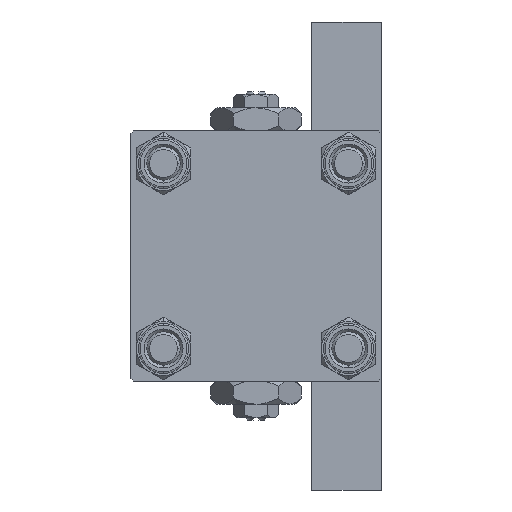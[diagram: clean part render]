
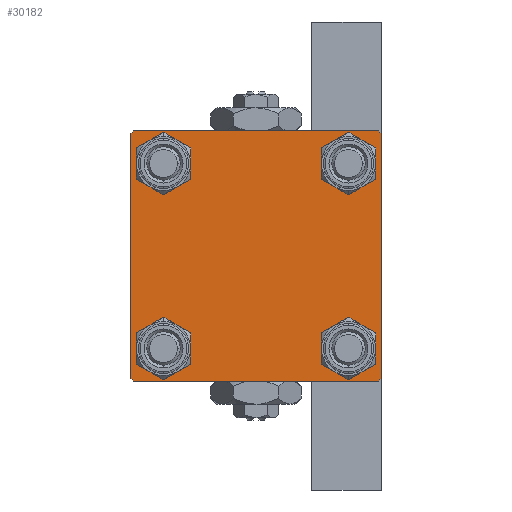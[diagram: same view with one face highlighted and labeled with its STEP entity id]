
A CAD part, left-side view. The second image highlights one B-rep face of the part: STEP entity #30182.
In plain terms, the highlighted planar face has unit normal (-1, 0, 0).
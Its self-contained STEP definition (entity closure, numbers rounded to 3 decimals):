
#636 = VECTOR ( 'NONE', #12614, 1000. ) ;
#1157 = CARTESIAN_POINT ( 'NONE',  ( 0., 16.6, 13.1 ) ) ;
#1308 = AXIS2_PLACEMENT_3D ( 'NONE', #1381, #31880, #20903 ) ;
#1346 = CARTESIAN_POINT ( 'NONE',  ( 0., 22.5, -22.5 ) ) ;
#1381 = CARTESIAN_POINT ( 'NONE',  ( 0., 0., 0. ) ) ;
#1564 = VERTEX_POINT ( 'NONE', #29066 ) ;
#1632 = PLANE ( 'NONE',  #1308 ) ;
#1680 = CARTESIAN_POINT ( 'NONE',  ( 0., -22.5, 22. ) ) ;
#1846 = LINE ( 'NONE', #1346, #636 ) ;
#1881 = FACE_OUTER_BOUND ( 'NONE', #44870, .T. ) ;
#2133 = FACE_BOUND ( 'NONE', #2264, .T. ) ;
#2190 = CARTESIAN_POINT ( 'NONE',  ( 0., -22.25, -22.25 ) ) ;
#2264 = EDGE_LOOP ( 'NONE', ( #19419, #48916 ) ) ;
#2416 = DIRECTION ( 'NONE',  ( 0., 0., 1. ) ) ;
#2459 = VECTOR ( 'NONE', #40750, 1000. ) ;
#2924 = VECTOR ( 'NONE', #46793, 1000. ) ;
#5129 = DIRECTION ( 'NONE',  ( 0., 0.707, -0.707 ) ) ;
#5296 = CARTESIAN_POINT ( 'NONE',  ( 0., -22.25, 22.25 ) ) ;
#6366 = DIRECTION ( 'NONE',  ( 1., 0., 0. ) ) ;
#7171 = CARTESIAN_POINT ( 'NONE',  ( 0., -22.5, -22. ) ) ;
#8427 = VERTEX_POINT ( 'NONE', #10460 ) ;
#8489 = CARTESIAN_POINT ( 'NONE',  ( 0., -16.6, 16.6 ) ) ;
#8518 = VECTOR ( 'NONE', #20957, 1000. ) ;
#8745 = CARTESIAN_POINT ( 'NONE',  ( 0., 16.6, -16.6 ) ) ;
#8870 = EDGE_CURVE ( 'NONE', #43572, #26041, #29154, .T. ) ;
#8894 = CARTESIAN_POINT ( 'NONE',  ( 0., 16.6, 16.6 ) ) ;
#9145 = CARTESIAN_POINT ( 'NONE',  ( 0., 22.25, 22.25 ) ) ;
#9391 = DIRECTION ( 'NONE',  ( 1., 0., 0. ) ) ;
#9805 = CARTESIAN_POINT ( 'NONE',  ( 0., 16.6, -13.1 ) ) ;
#10163 = EDGE_CURVE ( 'NONE', #28978, #26041, #39797, .T. ) ;
#10272 = LINE ( 'NONE', #14260, #2459 ) ;
#10415 = VERTEX_POINT ( 'NONE', #26032 ) ;
#10460 = CARTESIAN_POINT ( 'NONE',  ( 0., -16.6, 20.1 ) ) ;
#11249 = VERTEX_POINT ( 'NONE', #7171 ) ;
#12115 = DIRECTION ( 'NONE',  ( 1., 0., 0. ) ) ;
#12363 = CARTESIAN_POINT ( 'NONE',  ( 0., -16.6, -16.6 ) ) ;
#12614 = DIRECTION ( 'NONE',  ( 0., -1., 0. ) ) ;
#12695 = ORIENTED_EDGE ( 'NONE', *, *, #8870, .F. ) ;
#12814 = ORIENTED_EDGE ( 'NONE', *, *, #43941, .F. ) ;
#13136 = FACE_BOUND ( 'NONE', #29833, .T. ) ;
#13390 = CARTESIAN_POINT ( 'NONE',  ( 0., 22.5, 22.5 ) ) ;
#13392 = EDGE_CURVE ( 'NONE', #10415, #24818, #1846, .T. ) ;
#13538 = CARTESIAN_POINT ( 'NONE',  ( 0., -22., -22.5 ) ) ;
#13691 = LINE ( 'NONE', #2190, #8518 ) ;
#14192 = AXIS2_PLACEMENT_3D ( 'NONE', #8745, #27753, #30057 ) ;
#14260 = CARTESIAN_POINT ( 'NONE',  ( 0., -22.5, 22.5 ) ) ;
#14692 = VERTEX_POINT ( 'NONE', #1157 ) ;
#14806 = VERTEX_POINT ( 'NONE', #27930 ) ;
#14966 = EDGE_CURVE ( 'NONE', #42349, #27346, #40579, .T. ) ;
#14970 = CIRCLE ( 'NONE', #14192, 3.5 ) ;
#15025 = ORIENTED_EDGE ( 'NONE', *, *, #36598, .T. ) ;
#15250 = AXIS2_PLACEMENT_3D ( 'NONE', #16727, #31963, #47214 ) ;
#16382 = CIRCLE ( 'NONE', #36317, 3.5 ) ;
#16395 = DIRECTION ( 'NONE',  ( 0., 0., -1. ) ) ;
#16452 = CARTESIAN_POINT ( 'NONE',  ( 0., 22.25, -22.25 ) ) ;
#16639 = LINE ( 'NONE', #13390, #21736 ) ;
#16645 = AXIS2_PLACEMENT_3D ( 'NONE', #12363, #12115, #16858 ) ;
#16727 = CARTESIAN_POINT ( 'NONE',  ( 0., -16.6, 16.6 ) ) ;
#16858 = DIRECTION ( 'NONE',  ( 0., 0., 1. ) ) ;
#16937 = CARTESIAN_POINT ( 'NONE',  ( 0., 22.5, 22. ) ) ;
#18930 = CARTESIAN_POINT ( 'NONE',  ( 0., 16.6, 16.6 ) ) ;
#19419 = ORIENTED_EDGE ( 'NONE', *, *, #26978, .T. ) ;
#19665 = ORIENTED_EDGE ( 'NONE', *, *, #10163, .T. ) ;
#19817 = CARTESIAN_POINT ( 'NONE',  ( 0., -16.6, -13.1 ) ) ;
#20089 = CIRCLE ( 'NONE', #15250, 3.5 ) ;
#20275 = EDGE_LOOP ( 'NONE', ( #15025, #28703 ) ) ;
#20599 = CIRCLE ( 'NONE', #23762, 3.5 ) ;
#20903 = DIRECTION ( 'NONE',  ( 0., 0., 1. ) ) ;
#20957 = DIRECTION ( 'NONE',  ( 0., -0.707, 0.707 ) ) ;
#21736 = VECTOR ( 'NONE', #16395, 1000. ) ;
#22574 = DIRECTION ( 'NONE',  ( 1., 0., 0. ) ) ;
#23762 = AXIS2_PLACEMENT_3D ( 'NONE', #8489, #22574, #37783 ) ;
#23901 = LINE ( 'NONE', #9145, #40795 ) ;
#24153 = FACE_BOUND ( 'NONE', #20275, .T. ) ;
#24529 = CIRCLE ( 'NONE', #31666, 3.5 ) ;
#24682 = CARTESIAN_POINT ( 'NONE',  ( 0., 22., 22.5 ) ) ;
#24818 = VERTEX_POINT ( 'NONE', #13538 ) ;
#26032 = CARTESIAN_POINT ( 'NONE',  ( 0., 22., -22.5 ) ) ;
#26041 = VERTEX_POINT ( 'NONE', #42645 ) ;
#26410 = VERTEX_POINT ( 'NONE', #9805 ) ;
#26694 = DIRECTION ( 'NONE',  ( 1., 0., 0. ) ) ;
#26978 = EDGE_CURVE ( 'NONE', #27346, #42349, #16382, .T. ) ;
#26985 = CARTESIAN_POINT ( 'NONE',  ( 0., -16.6, -20.1 ) ) ;
#27346 = VERTEX_POINT ( 'NONE', #19817 ) ;
#27753 = DIRECTION ( 'NONE',  ( 1., 0., 0. ) ) ;
#27930 = CARTESIAN_POINT ( 'NONE',  ( 0., 22.5, -22. ) ) ;
#28703 = ORIENTED_EDGE ( 'NONE', *, *, #34454, .T. ) ;
#28921 = CARTESIAN_POINT ( 'NONE',  ( 0., 22.5, 22.5 ) ) ;
#28978 = VERTEX_POINT ( 'NONE', #1680 ) ;
#29066 = CARTESIAN_POINT ( 'NONE',  ( 0., -16.6, 13.1 ) ) ;
#29121 = CARTESIAN_POINT ( 'NONE',  ( 0., 16.6, -16.6 ) ) ;
#29154 = LINE ( 'NONE', #28921, #43568 ) ;
#29833 = EDGE_LOOP ( 'NONE', ( #48465, #30002 ) ) ;
#30002 = ORIENTED_EDGE ( 'NONE', *, *, #31024, .T. ) ;
#30057 = DIRECTION ( 'NONE',  ( 0., 0., 1. ) ) ;
#30182 = ADVANCED_FACE ( 'NONE', ( #40128, #2133, #24153, #13136, #1881 ), #1632, .T. ) ;
#30724 = EDGE_CURVE ( 'NONE', #14806, #10415, #39679, .T. ) ;
#31024 = EDGE_CURVE ( 'NONE', #14692, #41555, #40455, .T. ) ;
#31666 = AXIS2_PLACEMENT_3D ( 'NONE', #29121, #6366, #32121 ) ;
#31680 = DIRECTION ( 'NONE',  ( 0., -0.707, -0.707 ) ) ;
#31880 = DIRECTION ( 'NONE',  ( -1., 0., 0. ) ) ;
#31963 = DIRECTION ( 'NONE',  ( 1., 0., 0. ) ) ;
#32121 = DIRECTION ( 'NONE',  ( 0., 0., 1. ) ) ;
#32523 = ORIENTED_EDGE ( 'NONE', *, *, #30724, .T. ) ;
#32896 = DIRECTION ( 'NONE',  ( 1., 0., 0. ) ) ;
#33150 = VERTEX_POINT ( 'NONE', #16937 ) ;
#34048 = EDGE_CURVE ( 'NONE', #24818, #11249, #13691, .T. ) ;
#34381 = VERTEX_POINT ( 'NONE', #47889 ) ;
#34454 = EDGE_CURVE ( 'NONE', #34381, #26410, #24529, .T. ) ;
#34942 = EDGE_LOOP ( 'NONE', ( #35022, #46274 ) ) ;
#35022 = ORIENTED_EDGE ( 'NONE', *, *, #44188, .T. ) ;
#35257 = ORIENTED_EDGE ( 'NONE', *, *, #34048, .T. ) ;
#35903 = CARTESIAN_POINT ( 'NONE',  ( 0., -16.6, -16.6 ) ) ;
#36317 = AXIS2_PLACEMENT_3D ( 'NONE', #35903, #32896, #2416 ) ;
#36598 = EDGE_CURVE ( 'NONE', #26410, #34381, #14970, .T. ) ;
#36661 = EDGE_CURVE ( 'NONE', #1564, #8427, #20599, .T. ) ;
#37783 = DIRECTION ( 'NONE',  ( 0., 0., 1. ) ) ;
#39373 = EDGE_CURVE ( 'NONE', #41555, #14692, #43830, .T. ) ;
#39679 = LINE ( 'NONE', #16452, #42033 ) ;
#39797 = LINE ( 'NONE', #5296, #2924 ) ;
#39850 = AXIS2_PLACEMENT_3D ( 'NONE', #18930, #26694, #41906 ) ;
#40128 = FACE_BOUND ( 'NONE', #34942, .T. ) ;
#40399 = DIRECTION ( 'NONE',  ( 0., -1., 0. ) ) ;
#40455 = CIRCLE ( 'NONE', #42828, 3.5 ) ;
#40579 = CIRCLE ( 'NONE', #16645, 3.5 ) ;
#40750 = DIRECTION ( 'NONE',  ( 0., 0., -1. ) ) ;
#40795 = VECTOR ( 'NONE', #5129, 1000. ) ;
#41555 = VERTEX_POINT ( 'NONE', #41815 ) ;
#41815 = CARTESIAN_POINT ( 'NONE',  ( 0., 16.6, 20.1 ) ) ;
#41906 = DIRECTION ( 'NONE',  ( 0., 0., 1. ) ) ;
#42033 = VECTOR ( 'NONE', #31680, 1000. ) ;
#42349 = VERTEX_POINT ( 'NONE', #26985 ) ;
#42645 = CARTESIAN_POINT ( 'NONE',  ( 0., -22., 22.5 ) ) ;
#42828 = AXIS2_PLACEMENT_3D ( 'NONE', #8894, #9391, #47119 ) ;
#43568 = VECTOR ( 'NONE', #40399, 1000. ) ;
#43572 = VERTEX_POINT ( 'NONE', #24682 ) ;
#43830 = CIRCLE ( 'NONE', #39850, 3.5 ) ;
#43941 = EDGE_CURVE ( 'NONE', #28978, #11249, #10272, .T. ) ;
#44188 = EDGE_CURVE ( 'NONE', #8427, #1564, #20089, .T. ) ;
#44271 = EDGE_CURVE ( 'NONE', #43572, #33150, #23901, .T. ) ;
#44870 = EDGE_LOOP ( 'NONE', ( #48987, #32523, #45643, #35257, #12814, #19665, #12695, #48075 ) ) ;
#45643 = ORIENTED_EDGE ( 'NONE', *, *, #13392, .T. ) ;
#46274 = ORIENTED_EDGE ( 'NONE', *, *, #36661, .T. ) ;
#46536 = EDGE_CURVE ( 'NONE', #33150, #14806, #16639, .T. ) ;
#46793 = DIRECTION ( 'NONE',  ( 0., 0.707, 0.707 ) ) ;
#47119 = DIRECTION ( 'NONE',  ( 0., 0., 1. ) ) ;
#47214 = DIRECTION ( 'NONE',  ( 0., 0., 1. ) ) ;
#47889 = CARTESIAN_POINT ( 'NONE',  ( 0., 16.6, -20.1 ) ) ;
#48075 = ORIENTED_EDGE ( 'NONE', *, *, #44271, .T. ) ;
#48465 = ORIENTED_EDGE ( 'NONE', *, *, #39373, .T. ) ;
#48916 = ORIENTED_EDGE ( 'NONE', *, *, #14966, .T. ) ;
#48987 = ORIENTED_EDGE ( 'NONE', *, *, #46536, .T. ) ;
